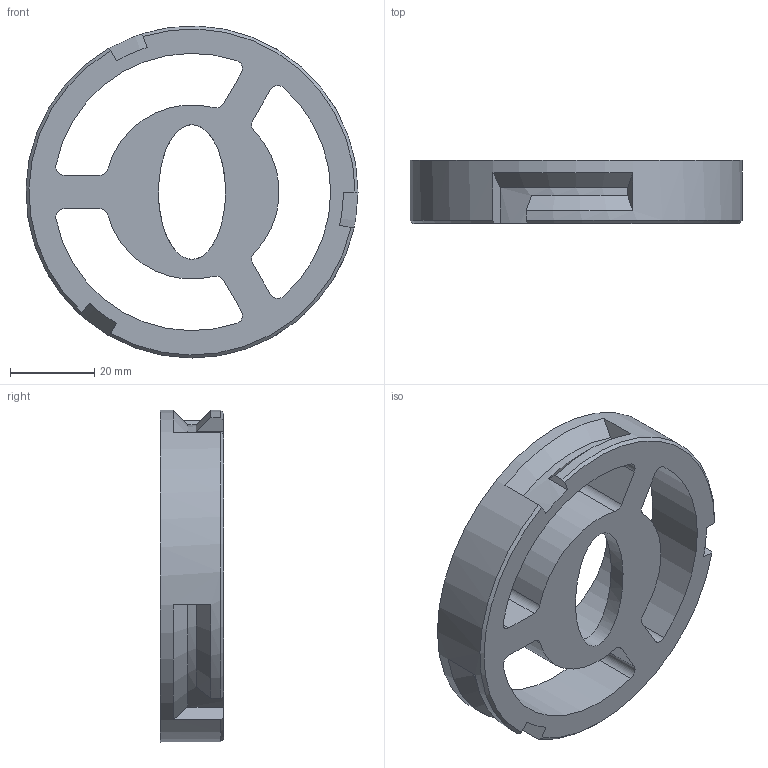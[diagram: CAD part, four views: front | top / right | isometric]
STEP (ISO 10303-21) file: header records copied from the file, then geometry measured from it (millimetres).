
FILE_DESCRIPTION(/* description */ (''),/* implementation_level */ '2;1');
FILE_NAME(/* name */ 'переходник бутылки.stp',/* time_stamp */ '2025-02-10T20:47:51+03:00',/* author */ ('User'),/* organization */ (''),/* preprocessor_version */ 'ST-DEVELOPER v18.1',/* originating_system */ 'Autodesk Inventor 2022',/* authorisation */ '');
FILE_SCHEMA (('AUTOMOTIVE_DESIGN { 1 0 10303 214 3 1 1 }'));
Length unit declared in the file: millimetre
Products named in the file (1): переходник бутылки
Bounding box: 79 x 15 x 79 mm (x, y, z)
Volume: 32195.9 mm3; surface area: 16262.3 mm2
Topology: 1 solids, 1 shells, 51 faces, 143 edges, 95 vertices
Faces by surface type: cylinder 23, plane 18, cone 9, bspline 1
Full cylindrical faces by diameter (mm): 35.5 x1, 79 x1
Entity records: 1744 total; most frequent: CARTESIAN_POINT 319, DIRECTION 301, ORIENTED_EDGE 286, EDGE_CURVE 143, AXIS2_PLACEMENT_3D 113, VERTEX_POINT 95, LINE 75, VECTOR 75
